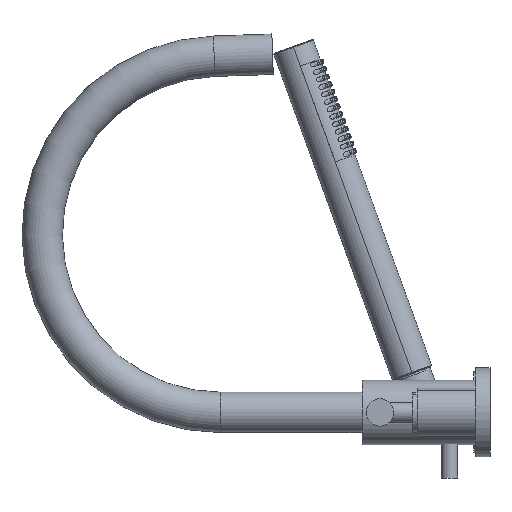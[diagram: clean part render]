
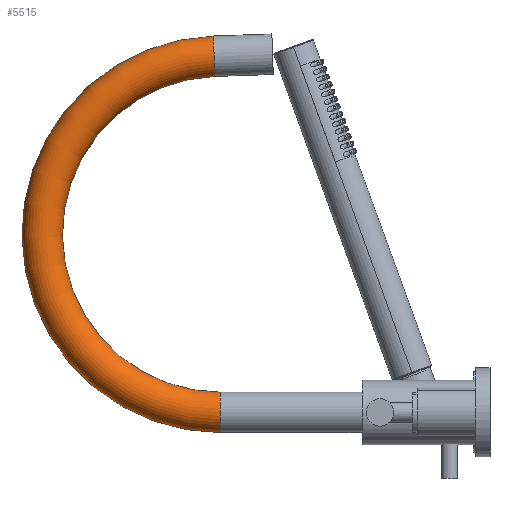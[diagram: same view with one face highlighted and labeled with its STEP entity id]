
A CAD part, left-side view. The second image highlights one B-rep face of the part: STEP entity #5515.
In plain terms, the highlighted toroidal (fillet/blend) face has major radius 110 mm and minor radius 12.5 mm.
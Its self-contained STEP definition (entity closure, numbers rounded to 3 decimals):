
#64 = VERTEX_POINT ( 'NONE', #909 ) ;
#161 = DIRECTION ( 'NONE',  ( 0., 0., 1. ) ) ;
#909 = CARTESIAN_POINT ( 'NONE',  ( 0., 87.5, -12.5 ) ) ;
#1717 = CARTESIAN_POINT ( 'NONE',  ( 0., 87.5, 110. ) ) ;
#2798 = AXIS2_PLACEMENT_3D ( 'NONE', #8728, #13403, #12298 ) ;
#2933 = DIRECTION ( 'NONE',  ( 0., 0., -1. ) ) ;
#3214 = CARTESIAN_POINT ( 'NONE',  ( 0., 91.775, 232.425 ) ) ;
#3788 = EDGE_CURVE ( 'NONE', #64, #8151, #4327, .T. ) ;
#3919 = CIRCLE ( 'NONE', #9421, 12.5 ) ;
#4327 = CIRCLE ( 'NONE', #14313, 12.5 ) ;
#4457 = CARTESIAN_POINT ( 'NONE',  ( 0., 87.5, 110. ) ) ;
#4633 = CARTESIAN_POINT ( 'NONE',  ( 0., 90.903, 207.441 ) ) ;
#5515 = ADVANCED_FACE ( 'NONE', ( #7284 ), #10387, .T. ) ;
#5666 = DIRECTION ( 'NONE',  ( 0., 0., -1. ) ) ;
#6243 = DIRECTION ( 'NONE',  ( 0., -0.999, 0.035 ) ) ;
#6781 = EDGE_CURVE ( 'NONE', #9785, #7193, #3919, .T. ) ;
#6782 = ORIENTED_EDGE ( 'NONE', *, *, #3788, .T. ) ;
#7138 = ORIENTED_EDGE ( 'NONE', *, *, #9283, .F. ) ;
#7193 = VERTEX_POINT ( 'NONE', #4633 ) ;
#7284 = FACE_OUTER_BOUND ( 'NONE', #11069, .T. ) ;
#7335 = ORIENTED_EDGE ( 'NONE', *, *, #6781, .F. ) ;
#7354 = DIRECTION ( 'NONE',  ( 0., 1., 0. ) ) ;
#7484 = ORIENTED_EDGE ( 'NONE', *, *, #14495, .T. ) ;
#7834 = AXIS2_PLACEMENT_3D ( 'NONE', #4457, #12681, #5666 ) ;
#8151 = VERTEX_POINT ( 'NONE', #12203 ) ;
#8646 = AXIS2_PLACEMENT_3D ( 'NONE', #1717, #9999, #2933 ) ;
#8728 = CARTESIAN_POINT ( 'NONE',  ( 0., 87.5, 110. ) ) ;
#9283 = EDGE_CURVE ( 'NONE', #64, #9785, #9773, .T. ) ;
#9421 = AXIS2_PLACEMENT_3D ( 'NONE', #13260, #6243, #14434 ) ;
#9773 = CIRCLE ( 'NONE', #8646, 122.5 ) ;
#9785 = VERTEX_POINT ( 'NONE', #3214 ) ;
#9999 = DIRECTION ( 'NONE',  ( 1., 0., 0. ) ) ;
#10387 = TOROIDAL_SURFACE ( 'NONE', #2798, 110., 12.5 ) ;
#11069 = EDGE_LOOP ( 'NONE', ( #7138, #6782, #7484, #7335 ) ) ;
#12203 = CARTESIAN_POINT ( 'NONE',  ( 0., 87.5, 12.5 ) ) ;
#12298 = DIRECTION ( 'NONE',  ( 0., 0., -1. ) ) ;
#12681 = DIRECTION ( 'NONE',  ( 1., 0., 0. ) ) ;
#13260 = CARTESIAN_POINT ( 'NONE',  ( 0., 91.339, 219.933 ) ) ;
#13403 = DIRECTION ( 'NONE',  ( 1., 0., 0. ) ) ;
#13453 = CIRCLE ( 'NONE', #7834, 97.5 ) ;
#14313 = AXIS2_PLACEMENT_3D ( 'NONE', #14357, #7354, #161 ) ;
#14357 = CARTESIAN_POINT ( 'NONE',  ( 0., 87.5, 0. ) ) ;
#14434 = DIRECTION ( 'NONE',  ( 0., -0.035, -0.999 ) ) ;
#14495 = EDGE_CURVE ( 'NONE', #8151, #7193, #13453, .T. ) ;
